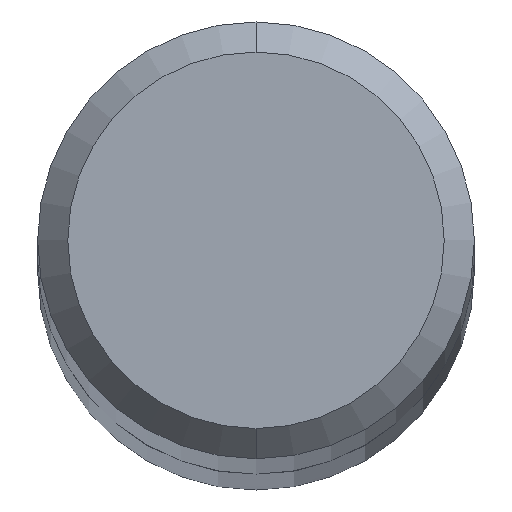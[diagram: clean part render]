
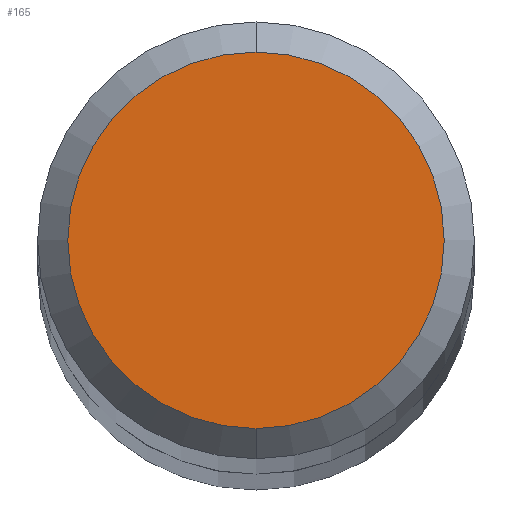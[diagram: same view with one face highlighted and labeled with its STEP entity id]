
A CAD part, top view. The second image highlights one B-rep face of the part: STEP entity #165.
In plain terms, the highlighted planar face has unit normal (0, 0, 1).
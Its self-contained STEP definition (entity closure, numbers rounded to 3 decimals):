
#165=ADVANCED_FACE('',(#440),#441,.T.);
#179=VERTEX_POINT('',#456);
#283=EDGE_CURVE('',#415,#179,#569,.T.);
#333=EDGE_CURVE('',#179,#415,#625,.T.);
#415=VERTEX_POINT('',#716);
#440=FACE_OUTER_BOUND('',#735,.T.);
#441=PLANE('',#736);
#456=CARTESIAN_POINT('',(0.,-1.25,0.0));
#569=CIRCLE('',#1001,1.25);
#625=CIRCLE('',#1101,1.25);
#716=CARTESIAN_POINT('',(0.0,1.25,0.0));
#735=EDGE_LOOP('',(#1315,#1316));
#736=AXIS2_PLACEMENT_3D('',#1317,#1318,#1319);
#1001=AXIS2_PLACEMENT_3D('',#1435,#1436,#1437);
#1101=AXIS2_PLACEMENT_3D('',#1511,#1512,#1513);
#1315=ORIENTED_EDGE('',*,*,#283,.F.);
#1316=ORIENTED_EDGE('',*,*,#333,.F.);
#1317=CARTESIAN_POINT('',(0.0,0.625,0.0));
#1318=DIRECTION('',(-0.0,0.0,1.0));
#1319=DIRECTION('',(0.0,-1.0,0.0));
#1435=CARTESIAN_POINT('',(0.0,0.0,0.0));
#1436=DIRECTION('',(0.0,0.0,-1.0));
#1437=DIRECTION('',(0.0,1.0,0.0));
#1511=CARTESIAN_POINT('',(0.0,0.0,0.0));
#1512=DIRECTION('',(0.0,0.0,-1.0));
#1513=DIRECTION('',(0.0,1.0,0.0));
